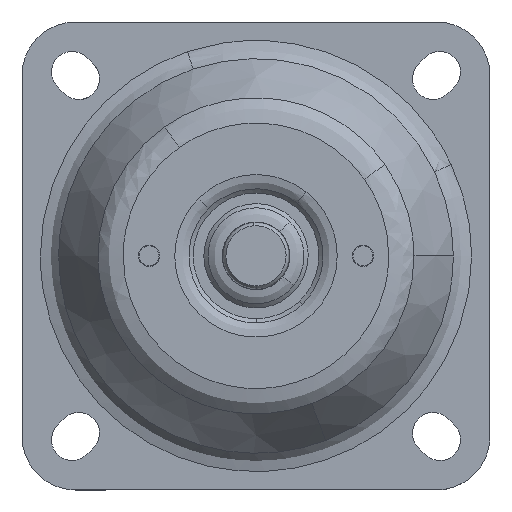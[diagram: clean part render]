
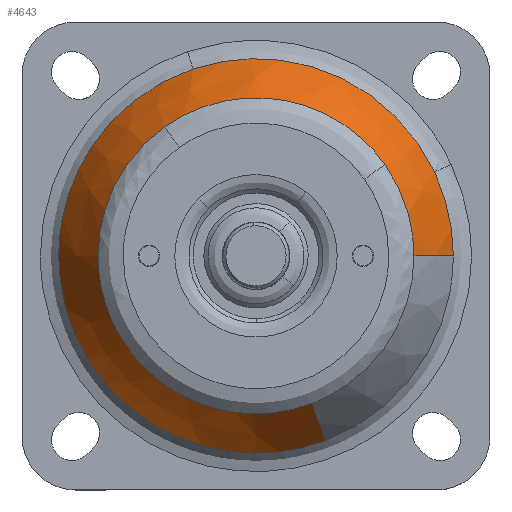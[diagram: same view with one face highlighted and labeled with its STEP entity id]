
A CAD part, top view. The second image highlights one B-rep face of the part: STEP entity #4643.
In plain terms, the highlighted free-form (B-spline) face has degree [2, 2] with [3, 9] control points.
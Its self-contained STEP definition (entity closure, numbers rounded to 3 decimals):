
#3991=CARTESIAN_POINT('',(26.705,12.566,15.77));
#3992=VERTEX_POINT('',#3991);
#3993=CARTESIAN_POINT('',(-9.399,27.977,15.77));
#3994=VERTEX_POINT('',#3993);
#3995=CARTESIAN_POINT('',(26.705,12.566,15.77));
#3996=CARTESIAN_POINT('',(18.73,29.514,15.77));
#3997=CARTESIAN_POINT('',(0.0,29.514,15.77));
#3998=CARTESIAN_POINT('',(-4.825,29.514,15.77));
#3999=CARTESIAN_POINT('',(-9.399,27.977,15.77));
#4007=(BOUNDED_CURVE()B_SPLINE_CURVE(2,(#3995,#3996,#3997,#3998,#3999),.UNSPECIFIED.,.F.,.U.)B_SPLINE_CURVE_WITH_KNOTS((3,2,3),(0.572,0.75,0.804),.UNSPECIFIED.)CURVE()GEOMETRIC_REPRESENTATION_ITEM()RATIONAL_B_SPLINE_CURVE((0.88,0.792,1.0,0.937,0.901))REPRESENTATION_ITEM(''));
#4008=EDGE_CURVE('',#3992,#3994,#4007,.T.);
#4093=CARTESIAN_POINT('',(-29.514,0.0,15.77));
#4094=VERTEX_POINT('',#4093);
#4095=CARTESIAN_POINT('',(-9.399,27.977,15.77));
#4096=CARTESIAN_POINT('',(-29.514,21.22,15.77));
#4097=CARTESIAN_POINT('',(-29.514,0.0,15.77));
#4105=(BOUNDED_CURVE()B_SPLINE_CURVE(2,(#4095,#4096,#4097),.UNSPECIFIED.,.F.,.U.)B_SPLINE_CURVE_WITH_KNOTS((3,3),(0.804,1.0),.UNSPECIFIED.)CURVE()GEOMETRIC_REPRESENTATION_ITEM()RATIONAL_B_SPLINE_CURVE((0.901,0.771,1.0))REPRESENTATION_ITEM(''));
#4106=EDGE_CURVE('',#3994,#4094,#4105,.T.);
#4155=CARTESIAN_POINT('',(29.514,0.0,15.77));
#4156=VERTEX_POINT('',#4155);
#4157=CARTESIAN_POINT('',(29.514,0.0,15.77));
#4158=CARTESIAN_POINT('',(29.514,6.597,15.77));
#4159=CARTESIAN_POINT('',(26.705,12.566,15.77));
#4167=(BOUNDED_CURVE()B_SPLINE_CURVE(2,(#4157,#4158,#4159),.UNSPECIFIED.,.F.,.U.)B_SPLINE_CURVE_WITH_KNOTS((3,3),(0.5,0.572),.UNSPECIFIED.)CURVE()GEOMETRIC_REPRESENTATION_ITEM()RATIONAL_B_SPLINE_CURVE((1.0,0.915,0.88))REPRESENTATION_ITEM(''));
#4168=EDGE_CURVE('',#4156,#3992,#4167,.T.);
#4170=CARTESIAN_POINT('',(10.427,-27.61,15.77));
#4171=VERTEX_POINT('',#4170);
#4185=CARTESIAN_POINT('',(-29.514,0.0,15.77));
#4186=CARTESIAN_POINT('',(-29.514,-29.514,15.77));
#4187=CARTESIAN_POINT('',(0.,-29.514,15.77));
#4188=CARTESIAN_POINT('',(5.387,-29.514,15.77));
#4189=CARTESIAN_POINT('',(10.427,-27.61,15.77));
#4197=(BOUNDED_CURVE()B_SPLINE_CURVE(2,(#4185,#4186,#4187,#4188,#4189),.UNSPECIFIED.,.F.,.U.)B_SPLINE_CURVE_WITH_KNOTS((3,2,3),(0.0,0.25,0.31),.UNSPECIFIED.)CURVE()GEOMETRIC_REPRESENTATION_ITEM()RATIONAL_B_SPLINE_CURVE((1.0,0.707,1.0,0.93,0.893))REPRESENTATION_ITEM(''));
#4198=EDGE_CURVE('',#4094,#4171,#4197,.T.);
#4220=CARTESIAN_POINT('',(-13.649,19.291,26.135));
#4221=VERTEX_POINT('',#4220);
#4222=CARTESIAN_POINT('',(19.291,13.649,26.135));
#4223=VERTEX_POINT('',#4222);
#4224=CARTESIAN_POINT('',(-13.649,19.291,26.135));
#4225=CARTESIAN_POINT('',(-7.515,23.632,26.135));
#4226=CARTESIAN_POINT('',(0.,23.632,26.135));
#4227=CARTESIAN_POINT('',(12.229,23.632,26.135));
#4228=CARTESIAN_POINT('',(19.291,13.649,26.135));
#4236=(BOUNDED_CURVE()B_SPLINE_CURVE(2,(#4224,#4225,#4226,#4227,#4228),.UNSPECIFIED.,.F.,.U.)B_SPLINE_CURVE_WITH_KNOTS((3,2,3),(0.151,0.25,0.401),.UNSPECIFIED.)CURVE()GEOMETRIC_REPRESENTATION_ITEM()RATIONAL_B_SPLINE_CURVE((0.86,0.884,1.0,0.823,0.86))REPRESENTATION_ITEM(''));
#4237=EDGE_CURVE('',#4221,#4223,#4236,.T.);
#4316=CARTESIAN_POINT('',(-23.632,0.0,26.135));
#4317=VERTEX_POINT('',#4316);
#4318=CARTESIAN_POINT('',(-23.632,0.0,26.135));
#4319=CARTESIAN_POINT('',(-23.632,12.229,26.135));
#4320=CARTESIAN_POINT('',(-13.649,19.291,26.135));
#4328=(BOUNDED_CURVE()B_SPLINE_CURVE(2,(#4318,#4319,#4320),.UNSPECIFIED.,.F.,.U.)B_SPLINE_CURVE_WITH_KNOTS((3,3),(0.0,0.151),.UNSPECIFIED.)CURVE()GEOMETRIC_REPRESENTATION_ITEM()RATIONAL_B_SPLINE_CURVE((1.0,0.823,0.86))REPRESENTATION_ITEM(''));
#4329=EDGE_CURVE('',#4317,#4221,#4328,.T.);
#4331=CARTESIAN_POINT('',(8.349,-22.108,26.135));
#4332=VERTEX_POINT('',#4331);
#4333=CARTESIAN_POINT('',(8.349,-22.108,26.135));
#4334=CARTESIAN_POINT('',(4.314,-23.632,26.135));
#4335=CARTESIAN_POINT('',(0.0,-23.632,26.135));
#4336=CARTESIAN_POINT('',(-23.632,-23.632,26.135));
#4337=CARTESIAN_POINT('',(-23.632,0.0,26.135));
#4345=(BOUNDED_CURVE()B_SPLINE_CURVE(2,(#4333,#4334,#4335,#4336,#4337),.UNSPECIFIED.,.F.,.U.)B_SPLINE_CURVE_WITH_KNOTS((3,2,3),(0.69,0.75,1.0),.UNSPECIFIED.)CURVE()GEOMETRIC_REPRESENTATION_ITEM()RATIONAL_B_SPLINE_CURVE((0.893,0.93,1.0,0.707,1.0))REPRESENTATION_ITEM(''));
#4346=EDGE_CURVE('',#4332,#4317,#4345,.T.);
#4348=CARTESIAN_POINT('',(23.632,0.0,26.135));
#4349=VERTEX_POINT('',#4348);
#4363=CARTESIAN_POINT('',(19.291,13.649,26.135));
#4364=CARTESIAN_POINT('',(23.632,7.515,26.135));
#4365=CARTESIAN_POINT('',(23.632,0.0,26.135));
#4373=(BOUNDED_CURVE()B_SPLINE_CURVE(2,(#4363,#4364,#4365),.UNSPECIFIED.,.F.,.U.)B_SPLINE_CURVE_WITH_KNOTS((3,3),(0.401,0.5),.UNSPECIFIED.)CURVE()GEOMETRIC_REPRESENTATION_ITEM()RATIONAL_B_SPLINE_CURVE((0.86,0.884,1.0))REPRESENTATION_ITEM(''));
#4374=EDGE_CURVE('',#4223,#4349,#4373,.T.);
#4572=CARTESIAN_POINT('',(10.512,-27.836,15.227));
#4573=CARTESIAN_POINT('',(9.578,-25.362,21.259));
#4574=CARTESIAN_POINT('',(8.228,-21.786,26.622));
#4575=CARTESIAN_POINT('',(5.431,-29.755,15.227));
#4576=CARTESIAN_POINT('',(4.949,-27.11,21.259));
#4577=CARTESIAN_POINT('',(4.251,-23.288,26.622));
#4578=CARTESIAN_POINT('',(0.0,-29.755,15.227));
#4579=CARTESIAN_POINT('',(0.0,-27.11,21.259));
#4580=CARTESIAN_POINT('',(0.0,-23.288,26.622));
#4581=CARTESIAN_POINT('',(-29.755,-29.755,15.227));
#4582=CARTESIAN_POINT('',(-27.11,-27.11,21.259));
#4583=CARTESIAN_POINT('',(-23.288,-23.288,26.622));
#4584=CARTESIAN_POINT('',(-29.755,0.0,15.227));
#4585=CARTESIAN_POINT('',(-27.11,0.0,21.259));
#4586=CARTESIAN_POINT('',(-23.288,0.0,26.622));
#4587=CARTESIAN_POINT('',(-29.755,29.755,15.227));
#4588=CARTESIAN_POINT('',(-27.11,27.11,21.259));
#4589=CARTESIAN_POINT('',(-23.288,23.288,26.622));
#4590=CARTESIAN_POINT('',(0.0,29.755,15.227));
#4591=CARTESIAN_POINT('',(0.0,27.11,21.259));
#4592=CARTESIAN_POINT('',(0.0,23.288,26.622));
#4593=CARTESIAN_POINT('',(29.755,29.755,15.227));
#4594=CARTESIAN_POINT('',(27.11,27.11,21.259));
#4595=CARTESIAN_POINT('',(23.288,23.288,26.622));
#4596=CARTESIAN_POINT('',(29.755,0.0,15.227));
#4597=CARTESIAN_POINT('',(27.11,0.0,21.259));
#4598=CARTESIAN_POINT('',(23.288,0.0,26.622));
#4606=(BOUNDED_SURFACE()B_SPLINE_SURFACE(2,2,((#4572,#4575,#4578,#4581,#4584,#4587,#4590,#4593,#4596),(#4573,#4576,#4579,#4582,#4585,#4588,#4591,#4594,#4597),(#4574,#4577,#4580,#4583,#4586,#4589,#4592,#4595,#4598)),.UNSPECIFIED.,.F.,.F.,.U.)B_SPLINE_SURFACE_WITH_KNOTS((3,3),(3,2,2,2,3),(0.0,13.137),(0.0,11.832,61.131,110.431,159.73),.UNSPECIFIED.)GEOMETRIC_REPRESENTATION_ITEM()RATIONAL_B_SPLINE_SURFACE(((0.831,0.865,0.93,0.658,0.93,0.658,0.93,0.658,0.93),(0.825,0.858,0.923,0.653,0.923,0.653,0.923,0.653,0.923),(0.828,0.861,0.927,0.655,0.927,0.655,0.927,0.655,0.927)))REPRESENTATION_ITEM('')SURFACE());
#4607=ORIENTED_EDGE('',*,*,#4346,.T.);
#4608=ORIENTED_EDGE('',*,*,#4329,.T.);
#4609=ORIENTED_EDGE('',*,*,#4237,.T.);
#4610=ORIENTED_EDGE('',*,*,#4374,.T.);
#4611=CARTESIAN_POINT('',(29.514,0.0,15.77));
#4612=CARTESIAN_POINT('',(27.06,0.0,21.229));
#4613=CARTESIAN_POINT('',(23.632,0.0,26.135));
#4621=(BOUNDED_CURVE()B_SPLINE_CURVE(2,(#4611,#4612,#4613),.UNSPECIFIED.,.F.,.U.)B_SPLINE_CURVE_WITH_KNOTS((3,3),(0.693,0.775),.UNSPECIFIED.)CURVE()GEOMETRIC_REPRESENTATION_ITEM()RATIONAL_B_SPLINE_CURVE((0.929,0.924,0.926))REPRESENTATION_ITEM(''));
#4622=EDGE_CURVE('',#4156,#4349,#4621,.T.);
#4623=ORIENTED_EDGE('',*,*,#4622,.F.);
#4624=ORIENTED_EDGE('',*,*,#4168,.T.);
#4625=ORIENTED_EDGE('',*,*,#4008,.T.);
#4626=ORIENTED_EDGE('',*,*,#4106,.T.);
#4627=ORIENTED_EDGE('',*,*,#4198,.T.);
#4628=CARTESIAN_POINT('',(10.427,-27.61,15.77));
#4629=CARTESIAN_POINT('',(9.56,-25.315,21.229));
#4630=CARTESIAN_POINT('',(8.349,-22.108,26.135));
#4638=(BOUNDED_CURVE()B_SPLINE_CURVE(2,(#4628,#4629,#4630),.UNSPECIFIED.,.F.,.U.)B_SPLINE_CURVE_WITH_KNOTS((3,3),(0.693,0.775),.UNSPECIFIED.)CURVE()GEOMETRIC_REPRESENTATION_ITEM()RATIONAL_B_SPLINE_CURVE((0.83,0.825,0.827))REPRESENTATION_ITEM(''));
#4639=EDGE_CURVE('',#4171,#4332,#4638,.T.);
#4640=ORIENTED_EDGE('',*,*,#4639,.T.);
#4641=EDGE_LOOP('',(#4607,#4608,#4609,#4610,#4623,#4624,#4625,#4626,#4627,#4640));
#4642=FACE_OUTER_BOUND('',#4641,.T.);
#4643=ADVANCED_FACE('',(#4642),#4606,.T.);
